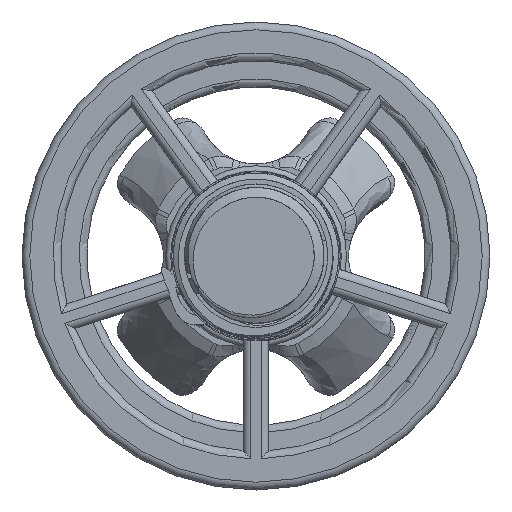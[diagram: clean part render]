
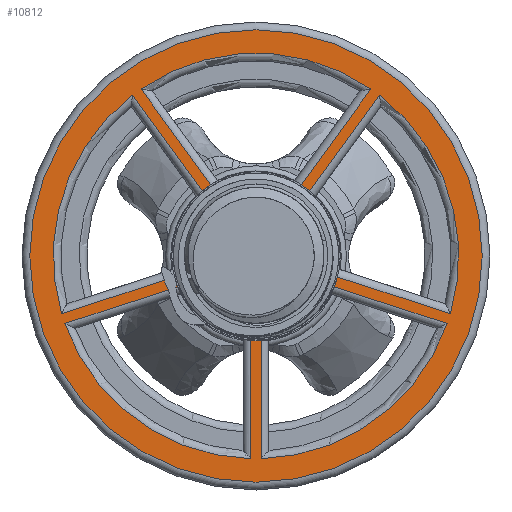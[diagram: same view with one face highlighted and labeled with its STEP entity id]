
A CAD part, top view. The second image highlights one B-rep face of the part: STEP entity #10812.
In plain terms, the highlighted planar face has unit normal (0, 0, 1).
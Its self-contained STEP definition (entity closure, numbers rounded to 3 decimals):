
#150=FACE_BOUND('',#1745,.T.);
#562=PLANE('',#11854);
#1030=FACE_OUTER_BOUND('',#1744,.T.);
#1744=EDGE_LOOP('',(#9176));
#1745=EDGE_LOOP('',(#9177,#9178,#9179,#9180,#9181,#9182,#9183,#9184,#9185,
#9186,#9187,#9188,#9189,#9190,#9191,#9192,#9193,#9194,#9195,#9196));
#2315=CIRCLE('',#11842,15.821);
#2316=CIRCLE('',#11843,15.821);
#2317=CIRCLE('',#11844,15.821);
#2319=CIRCLE('',#11846,15.821);
#2320=CIRCLE('',#11847,15.821);
#2321=CIRCLE('',#11849,43.5);
#2325=CIRCLE('',#11855,39.);
#2326=CIRCLE('',#11856,39.);
#2327=CIRCLE('',#11857,39.);
#2328=CIRCLE('',#11858,39.);
#2329=CIRCLE('',#11859,39.);
#3429=LINE('',#21840,#4129);
#3430=LINE('',#21843,#4130);
#3431=LINE('',#21845,#4131);
#3432=LINE('',#21848,#4132);
#3433=LINE('',#21850,#4133);
#3434=LINE('',#21853,#4134);
#3435=LINE('',#21855,#4135);
#3436=LINE('',#21858,#4136);
#3437=LINE('',#21860,#4137);
#3438=LINE('',#21863,#4138);
#4129=VECTOR('',#14234,10.);
#4130=VECTOR('',#14237,10.);
#4131=VECTOR('',#14238,10.);
#4132=VECTOR('',#14241,10.);
#4133=VECTOR('',#14242,10.);
#4134=VECTOR('',#14245,10.);
#4135=VECTOR('',#14246,10.);
#4136=VECTOR('',#14249,10.);
#4137=VECTOR('',#14250,10.);
#4138=VECTOR('',#14253,10.);
#5002=VERTEX_POINT('',#21622);
#5003=VERTEX_POINT('',#21643);
#5004=VERTEX_POINT('',#21665);
#5005=VERTEX_POINT('',#21686);
#5006=VERTEX_POINT('',#21708);
#5007=VERTEX_POINT('',#21729);
#5010=VERTEX_POINT('',#21748);
#5011=VERTEX_POINT('',#21763);
#5012=VERTEX_POINT('',#21785);
#5013=VERTEX_POINT('',#21806);
#5014=VERTEX_POINT('',#21829);
#5017=VERTEX_POINT('',#21839);
#5018=VERTEX_POINT('',#21841);
#5019=VERTEX_POINT('',#21844);
#5020=VERTEX_POINT('',#21846);
#5021=VERTEX_POINT('',#21849);
#5022=VERTEX_POINT('',#21851);
#5023=VERTEX_POINT('',#21854);
#5024=VERTEX_POINT('',#21856);
#5025=VERTEX_POINT('',#21859);
#5026=VERTEX_POINT('',#21861);
#6440=EDGE_CURVE('',#5002,#5003,#2315,.F.);
#6443=EDGE_CURVE('',#5004,#5005,#2316,.F.);
#6446=EDGE_CURVE('',#5006,#5007,#2317,.F.);
#6450=EDGE_CURVE('',#5010,#5011,#2319,.F.);
#6453=EDGE_CURVE('',#5012,#5013,#2320,.F.);
#6455=EDGE_CURVE('',#5014,#5014,#2321,.T.);
#6460=EDGE_CURVE('',#5017,#5004,#3429,.T.);
#6461=EDGE_CURVE('',#5018,#5017,#2325,.T.);
#6462=EDGE_CURVE('',#5018,#5003,#3430,.T.);
#6463=EDGE_CURVE('',#5019,#5002,#3431,.T.);
#6464=EDGE_CURVE('',#5020,#5019,#2326,.T.);
#6465=EDGE_CURVE('',#5020,#5013,#3432,.T.);
#6466=EDGE_CURVE('',#5021,#5012,#3433,.T.);
#6467=EDGE_CURVE('',#5022,#5021,#2327,.T.);
#6468=EDGE_CURVE('',#5022,#5011,#3434,.T.);
#6469=EDGE_CURVE('',#5023,#5010,#3435,.T.);
#6470=EDGE_CURVE('',#5024,#5023,#2328,.T.);
#6471=EDGE_CURVE('',#5007,#5024,#3436,.T.);
#6472=EDGE_CURVE('',#5025,#5006,#3437,.T.);
#6473=EDGE_CURVE('',#5026,#5025,#2329,.T.);
#6474=EDGE_CURVE('',#5026,#5005,#3438,.T.);
#9176=ORIENTED_EDGE('',*,*,#6455,.F.);
#9177=ORIENTED_EDGE('',*,*,#6460,.F.);
#9178=ORIENTED_EDGE('',*,*,#6461,.F.);
#9179=ORIENTED_EDGE('',*,*,#6462,.T.);
#9180=ORIENTED_EDGE('',*,*,#6440,.F.);
#9181=ORIENTED_EDGE('',*,*,#6463,.F.);
#9182=ORIENTED_EDGE('',*,*,#6464,.F.);
#9183=ORIENTED_EDGE('',*,*,#6465,.T.);
#9184=ORIENTED_EDGE('',*,*,#6453,.F.);
#9185=ORIENTED_EDGE('',*,*,#6466,.F.);
#9186=ORIENTED_EDGE('',*,*,#6467,.F.);
#9187=ORIENTED_EDGE('',*,*,#6468,.T.);
#9188=ORIENTED_EDGE('',*,*,#6450,.F.);
#9189=ORIENTED_EDGE('',*,*,#6469,.F.);
#9190=ORIENTED_EDGE('',*,*,#6470,.F.);
#9191=ORIENTED_EDGE('',*,*,#6471,.F.);
#9192=ORIENTED_EDGE('',*,*,#6446,.F.);
#9193=ORIENTED_EDGE('',*,*,#6472,.F.);
#9194=ORIENTED_EDGE('',*,*,#6473,.F.);
#9195=ORIENTED_EDGE('',*,*,#6474,.T.);
#9196=ORIENTED_EDGE('',*,*,#6443,.F.);
#10812=ADVANCED_FACE('',(#1030,#150),#562,.T.);
#11842=AXIS2_PLACEMENT_3D('',#21644,#14207,#14208);
#11843=AXIS2_PLACEMENT_3D('',#21687,#14209,#14210);
#11844=AXIS2_PLACEMENT_3D('',#21730,#14211,#14212);
#11846=AXIS2_PLACEMENT_3D('',#21764,#14215,#14216);
#11847=AXIS2_PLACEMENT_3D('',#21807,#14217,#14218);
#11849=AXIS2_PLACEMENT_3D('',#21830,#14221,#14222);
#11854=AXIS2_PLACEMENT_3D('',#21838,#14232,#14233);
#11855=AXIS2_PLACEMENT_3D('',#21842,#14235,#14236);
#11856=AXIS2_PLACEMENT_3D('',#21847,#14239,#14240);
#11857=AXIS2_PLACEMENT_3D('',#21852,#14243,#14244);
#11858=AXIS2_PLACEMENT_3D('',#21857,#14247,#14248);
#11859=AXIS2_PLACEMENT_3D('',#21862,#14251,#14252);
#14207=DIRECTION('center_axis',(0.,0.,-1.));
#14208=DIRECTION('ref_axis',(1.,0.,0.));
#14209=DIRECTION('center_axis',(0.,0.,-1.));
#14210=DIRECTION('ref_axis',(1.,0.,0.));
#14211=DIRECTION('center_axis',(0.,0.,-1.));
#14212=DIRECTION('ref_axis',(1.,0.,0.));
#14215=DIRECTION('center_axis',(0.,0.,-1.));
#14216=DIRECTION('ref_axis',(1.,0.,0.));
#14217=DIRECTION('center_axis',(0.,0.,-1.));
#14218=DIRECTION('ref_axis',(1.,0.,0.));
#14221=DIRECTION('center_axis',(0.,0.,-1.));
#14222=DIRECTION('ref_axis',(1.,0.,0.));
#14232=DIRECTION('center_axis',(0.,0.,1.));
#14233=DIRECTION('ref_axis',(1.,0.,0.));
#14234=DIRECTION('',(0.,1.,0.));
#14235=DIRECTION('center_axis',(0.,0.,1.));
#14236=DIRECTION('ref_axis',(-0.588,-0.809,0.));
#14237=DIRECTION('',(0.951,0.309,0.));
#14238=DIRECTION('',(0.951,0.309,0.));
#14239=DIRECTION('center_axis',(0.,0.,1.));
#14240=DIRECTION('ref_axis',(-0.951,0.309,0.));
#14241=DIRECTION('',(0.588,-0.809,0.));
#14242=DIRECTION('',(0.588,-0.809,0.));
#14243=DIRECTION('center_axis',(0.,0.,1.));
#14244=DIRECTION('ref_axis',(0.,1.,0.));
#14245=DIRECTION('',(-0.588,-0.809,0.));
#14246=DIRECTION('',(-0.588,-0.809,0.));
#14247=DIRECTION('center_axis',(0.,0.,1.));
#14248=DIRECTION('ref_axis',(0.951,0.309,0.));
#14249=DIRECTION('',(0.951,-0.309,0.));
#14250=DIRECTION('',(-0.951,0.309,0.));
#14251=DIRECTION('center_axis',(0.,0.,1.));
#14252=DIRECTION('ref_axis',(0.588,-0.809,0.));
#14253=DIRECTION('',(0.,1.,0.));
#21622=CARTESIAN_POINT('',(-15.325,-3.928,5.4));
#21643=CARTESIAN_POINT('',(-14.707,-5.83,5.4));
#21644=CARTESIAN_POINT('Origin',(0.,0.,5.4));
#21665=CARTESIAN_POINT('',(-1.,-15.789,5.4));
#21686=CARTESIAN_POINT('',(1.,-15.789,5.4));
#21687=CARTESIAN_POINT('Origin',(0.,0.,5.4));
#21708=CARTESIAN_POINT('',(14.707,-5.83,5.4));
#21729=CARTESIAN_POINT('',(15.325,-3.928,5.4));
#21730=CARTESIAN_POINT('Origin',(0.,0.,5.4));
#21748=CARTESIAN_POINT('',(10.09,12.186,5.4));
#21763=CARTESIAN_POINT('',(8.472,13.361,5.4));
#21764=CARTESIAN_POINT('Origin',(0.,0.,5.4));
#21785=CARTESIAN_POINT('',(-8.472,13.361,5.4));
#21806=CARTESIAN_POINT('',(-10.09,12.186,5.4));
#21807=CARTESIAN_POINT('Origin',(0.,0.,5.4));
#21829=CARTESIAN_POINT('',(-43.5,0.,5.4));
#21830=CARTESIAN_POINT('Origin',(0.,0.,5.4));
#21838=CARTESIAN_POINT('Origin',(0.,0.,5.4));
#21839=CARTESIAN_POINT('',(-1.,-38.987,5.4));
#21840=CARTESIAN_POINT('',(-1.,-7.902,5.4));
#21841=CARTESIAN_POINT('',(-36.77,-12.999,5.4));
#21842=CARTESIAN_POINT('Origin',(0.,0.,5.4));
#21843=CARTESIAN_POINT('',(-17.484,-6.732,5.4));
#21844=CARTESIAN_POINT('',(-37.388,-11.097,5.4));
#21845=CARTESIAN_POINT('',(-7.824,-1.491,5.4));
#21846=CARTESIAN_POINT('',(-23.725,30.954,5.4));
#21847=CARTESIAN_POINT('Origin',(0.,0.,5.4));
#21848=CARTESIAN_POINT('',(-11.805,14.548,5.4));
#21849=CARTESIAN_POINT('',(-22.107,32.129,5.4));
#21850=CARTESIAN_POINT('',(-3.836,6.98,5.4));
#21851=CARTESIAN_POINT('',(22.107,32.129,5.4));
#21852=CARTESIAN_POINT('Origin',(0.,0.,5.4));
#21853=CARTESIAN_POINT('',(10.187,15.723,5.4));
#21854=CARTESIAN_POINT('',(23.725,30.954,5.4));
#21855=CARTESIAN_POINT('',(5.454,5.805,5.4));
#21856=CARTESIAN_POINT('',(37.388,-11.097,5.4));
#21857=CARTESIAN_POINT('Origin',(0.,0.,5.4));
#21858=CARTESIAN_POINT('',(18.102,-4.83,5.4));
#21859=CARTESIAN_POINT('',(36.77,-12.999,5.4));
#21860=CARTESIAN_POINT('',(7.206,-3.393,5.4));
#21861=CARTESIAN_POINT('',(1.,-38.987,5.4));
#21862=CARTESIAN_POINT('Origin',(0.,0.,5.4));
#21863=CARTESIAN_POINT('',(1.,-18.708,5.4));
